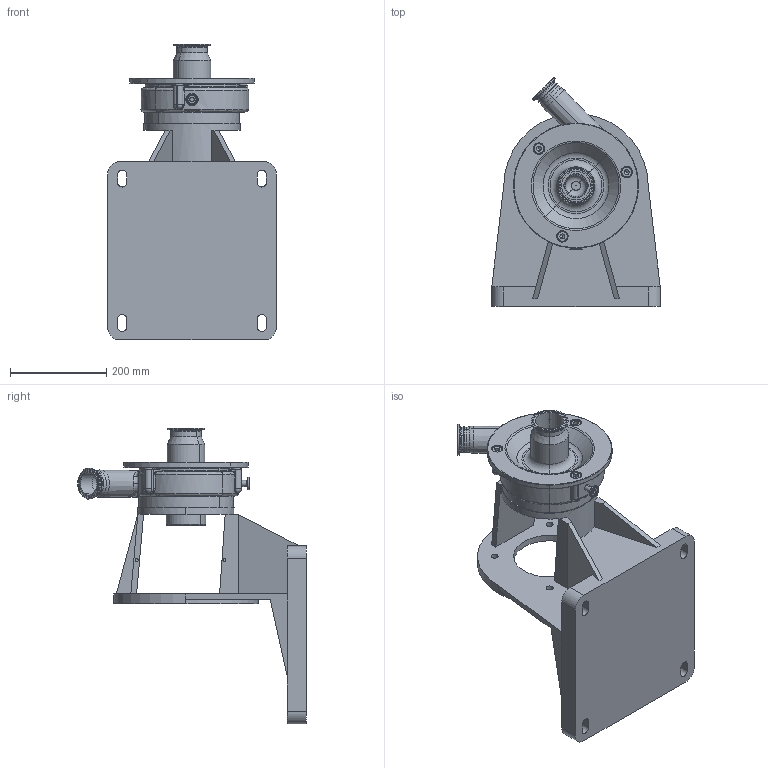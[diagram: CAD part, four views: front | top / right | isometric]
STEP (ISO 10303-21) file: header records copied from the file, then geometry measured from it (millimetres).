
FILE_DESCRIPTION (( 'STEP AP214' ), '1' );
FILE_NAME ('FP 3532 280TC 45L 1-2 IN STR DRAIN.STEP', '2023-02-03T19:30:42', ( '' ), ( '' ), 'SwSTEP 2.0', 'SolidWorks 2021', '' );
FILE_SCHEMA (( 'AUTOMOTIVE_DESIGN' ));
Length unit declared in the file: millimetre
Products named in the file (1): FP 3532 280TC 45L 1-2 IN STR DRAIN
Bounding box: 350 x 474.83 x 614.5 mm (x, y, z)
Volume: 11937060.3 mm3; surface area: 1062162.4 mm2
Topology: 1 solids, 5 shells, 514 faces, 1206 edges, 709 vertices
Faces by surface type: cylinder 164, plane 112, torus 98, cone 77, bspline 51, sphere 12
Entity records: 18464 total; most frequent: CARTESIAN_POINT 6755, DIRECTION 2581, ORIENTED_EDGE 2360, EDGE_CURVE 1180, AXIS2_PLACEMENT_3D 1096, VERTEX_POINT 708, CIRCLE 632, EDGE_LOOP 576
